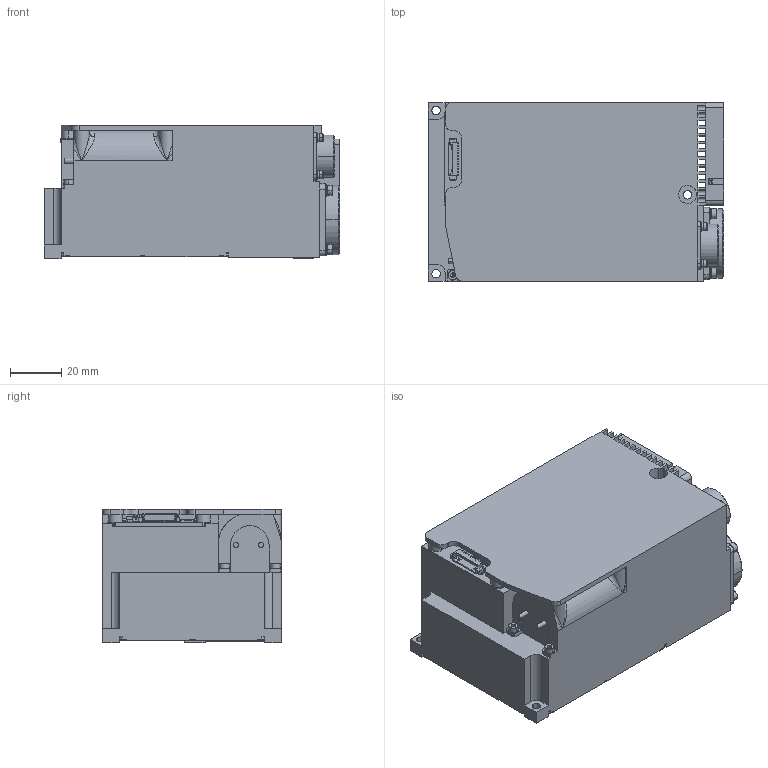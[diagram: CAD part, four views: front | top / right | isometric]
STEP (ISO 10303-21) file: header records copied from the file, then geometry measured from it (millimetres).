
FILE_DESCRIPTION((''),'2;1');
FILE_NAME('00-_____SW0001','2024-09-14T19:59:01',('Administrator'),(''),'CREO PARAMETRIC BY PTC INC, 2020053','CREO PARAMETRIC BY PTC INC, 2020053','');
FILE_SCHEMA(('CONFIG_CONTROL_DESIGN','SHAPE_APPEARANCE_LAYERS_GROUPS'));
Products named in the file (1): 00-_____SW0001
Bounding box: 114.8 x 69.5 x 51.8 mm (x, y, z)
Volume: 362848.9 mm3; surface area: 53107.1 mm2
Topology: 23 solids, 23 shells, 5699 faces, 14728 edges, 9283 vertices
Faces by surface type: plane 3027, extrusion 1440, cylinder 855, cone 174, sphere 135, torus 58, bspline 10
Entity records: 280291 total; most frequent: CARTESIAN_POINT 106339, ORIENTED_EDGE 29160, DIRECTION 22962, EDGE_CURVE 14580, VECTOR 10804, LINE 9364, VERTEX_POINT 9282, PRESENTATION_STYLE_ASSIGNMENT 6710
